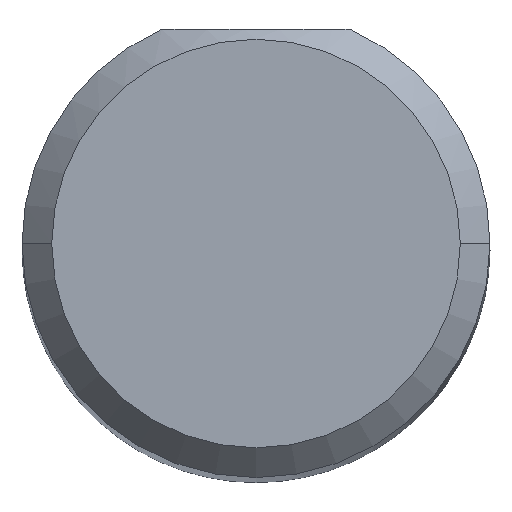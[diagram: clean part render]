
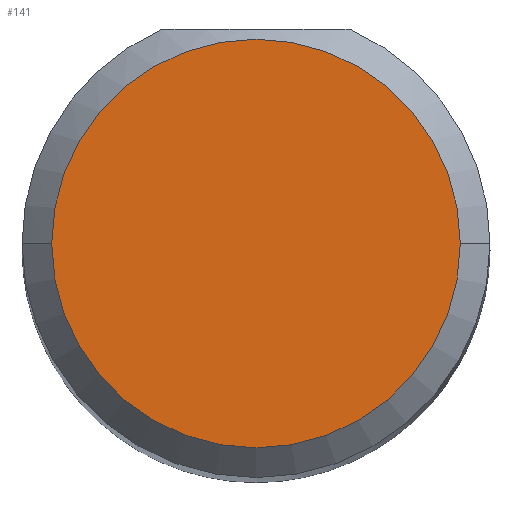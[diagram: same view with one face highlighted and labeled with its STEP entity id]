
A CAD part, top view. The second image highlights one B-rep face of the part: STEP entity #141.
In plain terms, the highlighted planar face has unit normal (0, 0, 1).
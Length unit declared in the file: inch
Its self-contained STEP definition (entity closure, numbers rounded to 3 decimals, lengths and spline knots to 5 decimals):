
#5 = ORIENTED_EDGE ( 'NONE', *, *, #231, .T. ) ;
#11 = DIRECTION ( 'NONE',  ( 0., 0., 1. ) ) ;
#67 = DIRECTION ( 'NONE',  ( 0., 0., 1. ) ) ;
#96 = AXIS2_PLACEMENT_3D ( 'NONE', #504, #11, #138 ) ;
#124 = VERTEX_POINT ( 'NONE', #395 ) ;
#138 = DIRECTION ( 'NONE',  ( 1., 0., 0. ) ) ;
#141 = ADVANCED_FACE ( 'NONE', ( #229 ), #313, .T. ) ;
#206 = ORIENTED_EDGE ( 'NONE', *, *, #465, .T. ) ;
#229 = FACE_OUTER_BOUND ( 'NONE', #401, .T. ) ;
#231 = EDGE_CURVE ( 'NONE', #124, #406, #238, .T. ) ;
#238 = CIRCLE ( 'NONE', #249, 0.10311 ) ;
#241 = DIRECTION ( 'NONE',  ( 1., 0., 0. ) ) ;
#249 = AXIS2_PLACEMENT_3D ( 'NONE', #523, #403, #241 ) ;
#260 = CARTESIAN_POINT ( 'NONE',  ( -0.10311, 0., 2.24409 ) ) ;
#309 = CIRCLE ( 'NONE', #96, 0.10311 ) ;
#313 = PLANE ( 'NONE',  #326 ) ;
#326 = AXIS2_PLACEMENT_3D ( 'NONE', #467, #67, #390 ) ;
#390 = DIRECTION ( 'NONE',  ( 1., 0., 0. ) ) ;
#395 = CARTESIAN_POINT ( 'NONE',  ( 0.10311, 0., 2.24409 ) ) ;
#401 = EDGE_LOOP ( 'NONE', ( #206, #5 ) ) ;
#403 = DIRECTION ( 'NONE',  ( 0., 0., 1. ) ) ;
#406 = VERTEX_POINT ( 'NONE', #260 ) ;
#465 = EDGE_CURVE ( 'NONE', #406, #124, #309, .T. ) ;
#467 = CARTESIAN_POINT ( 'NONE',  ( 0., 0., 2.24409 ) ) ;
#504 = CARTESIAN_POINT ( 'NONE',  ( 0., 0., 2.24409 ) ) ;
#523 = CARTESIAN_POINT ( 'NONE',  ( 0., 0., 2.24409 ) ) ;
